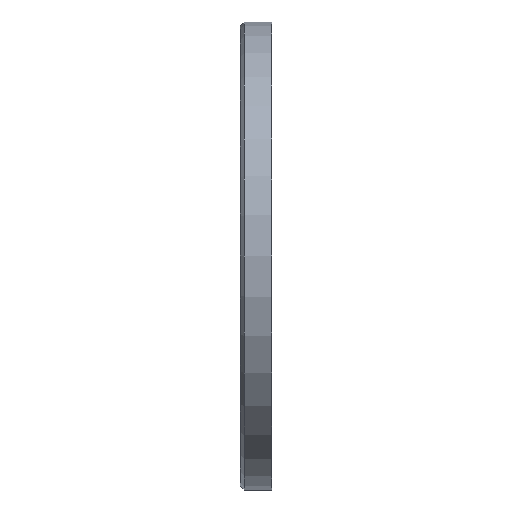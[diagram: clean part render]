
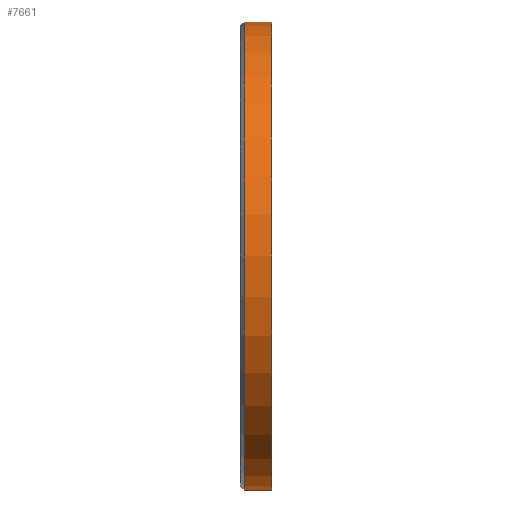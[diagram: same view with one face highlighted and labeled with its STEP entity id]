
A CAD part, left-side view. The second image highlights one B-rep face of the part: STEP entity #7661.
In plain terms, the highlighted cylindrical face has radius 60 mm (diameter 120 mm), a partial arc.
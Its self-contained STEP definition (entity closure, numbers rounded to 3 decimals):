
#217 = DIRECTION ( 'NONE',  ( 0., 0., 1. ) ) ;
#961 = VECTOR ( 'NONE', #6044, 1000. ) ;
#1077 = CARTESIAN_POINT ( 'NONE',  ( 0., 3., -60. ) ) ;
#1327 = CARTESIAN_POINT ( 'NONE',  ( 0., -4., 60. ) ) ;
#1859 = LINE ( 'NONE', #5758, #14414 ) ;
#2017 = DIRECTION ( 'NONE',  ( 0., 0., -1. ) ) ;
#2603 = CARTESIAN_POINT ( 'NONE',  ( 0., 3., 0. ) ) ;
#2712 = EDGE_CURVE ( 'NONE', #6006, #2778, #8953, .T. ) ;
#2778 = VERTEX_POINT ( 'NONE', #1327 ) ;
#3946 = EDGE_CURVE ( 'NONE', #6006, #15570, #15795, .T. ) ;
#4275 = VERTEX_POINT ( 'NONE', #9485 ) ;
#4444 = DIRECTION ( 'NONE',  ( 0., -1., 0. ) ) ;
#4655 = EDGE_CURVE ( 'NONE', #15570, #4275, #1859, .T. ) ;
#5096 = CARTESIAN_POINT ( 'NONE',  ( 0., 4., 60. ) ) ;
#5758 = CARTESIAN_POINT ( 'NONE',  ( 0., 4., -60. ) ) ;
#5889 = CIRCLE ( 'NONE', #10472, 60. ) ;
#6006 = VERTEX_POINT ( 'NONE', #6279 ) ;
#6044 = DIRECTION ( 'NONE',  ( 0., -1., 0. ) ) ;
#6096 = ORIENTED_EDGE ( 'NONE', *, *, #4655, .T. ) ;
#6279 = CARTESIAN_POINT ( 'NONE',  ( 0., 3., 60. ) ) ;
#7661 = ADVANCED_FACE ( 'NONE', ( #9386 ), #10545, .T. ) ;
#7923 = EDGE_LOOP ( 'NONE', ( #9294, #13713, #6096, #12621 ) ) ;
#8547 = AXIS2_PLACEMENT_3D ( 'NONE', #9302, #4444, #2017 ) ;
#8953 = LINE ( 'NONE', #5096, #961 ) ;
#9294 = ORIENTED_EDGE ( 'NONE', *, *, #2712, .F. ) ;
#9302 = CARTESIAN_POINT ( 'NONE',  ( 0., 4., 0. ) ) ;
#9386 = FACE_OUTER_BOUND ( 'NONE', #7923, .T. ) ;
#9485 = CARTESIAN_POINT ( 'NONE',  ( 0., -4., -60. ) ) ;
#9756 = CARTESIAN_POINT ( 'NONE',  ( 0., -4., 0. ) ) ;
#10053 = AXIS2_PLACEMENT_3D ( 'NONE', #2603, #13564, #217 ) ;
#10472 = AXIS2_PLACEMENT_3D ( 'NONE', #9756, #12171, #12223 ) ;
#10545 = CYLINDRICAL_SURFACE ( 'NONE', #8547, 60. ) ;
#12171 = DIRECTION ( 'NONE',  ( 0., 1., 0. ) ) ;
#12223 = DIRECTION ( 'NONE',  ( 0., 0., 1. ) ) ;
#12621 = ORIENTED_EDGE ( 'NONE', *, *, #12646, .T. ) ;
#12646 = EDGE_CURVE ( 'NONE', #4275, #2778, #5889, .T. ) ;
#13564 = DIRECTION ( 'NONE',  ( 0., -1., 0. ) ) ;
#13713 = ORIENTED_EDGE ( 'NONE', *, *, #3946, .T. ) ;
#14227 = DIRECTION ( 'NONE',  ( 0., -1., 0. ) ) ;
#14414 = VECTOR ( 'NONE', #14227, 1000. ) ;
#15570 = VERTEX_POINT ( 'NONE', #1077 ) ;
#15795 = CIRCLE ( 'NONE', #10053, 60. ) ;
